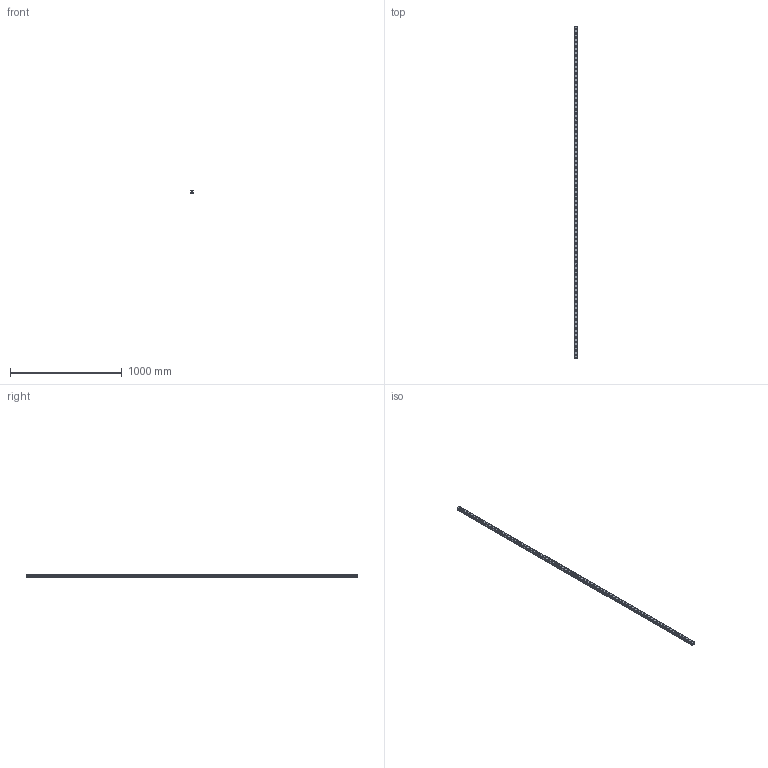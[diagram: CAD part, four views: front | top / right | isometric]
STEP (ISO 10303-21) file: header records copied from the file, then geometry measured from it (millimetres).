
FILE_DESCRIPTION(('STEP AP214'),'1');
FILE_NAME('cctmp_ABB87608-9902-4C53-8DFA-5F2FE48BF941_2021_03_11_16_10_34_0216..stp','2021-03-11T15:10:34',('HIWIN GmbH'),('CADClick - www.CADClick.com'),'Spatial InterOp 3D',' ','unknown authorization');
FILE_SCHEMA(('AUTOMOTIVE_DESIGN'));
Length unit declared in the file: millimetre
Products named in the file (1): RGR30R2970H_FILE
Bounding box: 28 x 2970 x 28 mm (x, y, z)
Volume: 1705046.1 mm3; surface area: 440238.7 mm2
Topology: 1 solids, 1 shells, 781 faces, 1659 edges, 1106 vertices
Faces by surface type: cylinder 462, plane 319
Entity records: 27729 total; most frequent: DIRECTION 4147, CARTESIAN_POINT 3547, ORIENTED_EDGE 3318, AXIS2_PLACEMENT_3D 1706, EDGE_CURVE 1659, VERTEX_POINT 1106, EDGE_LOOP 1007, CIRCLE 924
